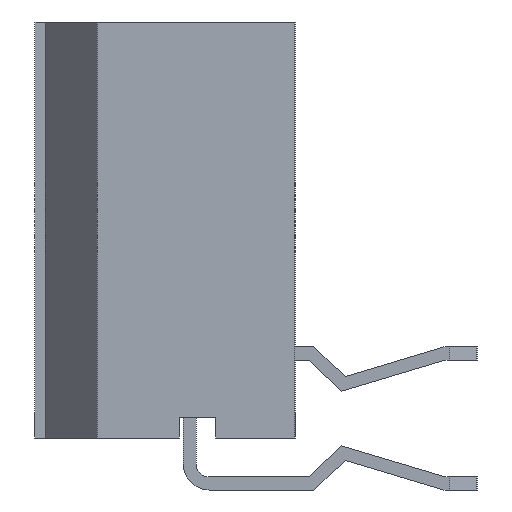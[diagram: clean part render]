
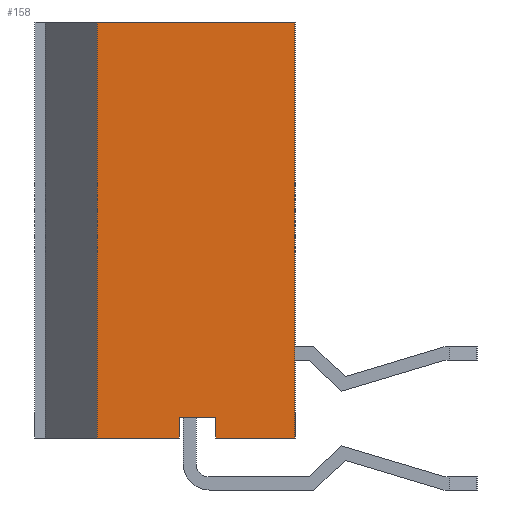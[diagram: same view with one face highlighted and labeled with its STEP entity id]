
A CAD part, left-side view. The second image highlights one B-rep face of the part: STEP entity #158.
In plain terms, the highlighted planar face has unit normal (-1, 0, 0).
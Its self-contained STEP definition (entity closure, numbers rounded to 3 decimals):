
#158=ADVANCED_FACE('',(#1417),#1418,.T.);
#1417=FACE_OUTER_BOUND('',#3811,.T.);
#1418=PLANE('',#3812);
#3811=EDGE_LOOP('',(#6445,#6446,#6447,#6448,#6449,#6450,#6451,#6452));
#3812=AXIS2_PLACEMENT_3D('',#6453,#6454,#6455);
#6445=ORIENTED_EDGE('',*,*,#16438,.T.);
#6446=ORIENTED_EDGE('',*,*,#16417,.F.);
#6447=ORIENTED_EDGE('',*,*,#16218,.T.);
#6448=ORIENTED_EDGE('',*,*,#16240,.T.);
#6449=ORIENTED_EDGE('',*,*,#16439,.F.);
#6450=ORIENTED_EDGE('',*,*,#16440,.F.);
#6451=ORIENTED_EDGE('',*,*,#16232,.T.);
#6452=ORIENTED_EDGE('',*,*,#16435,.T.);
#6453=CARTESIAN_POINT('',(-26.7,3.8,-4.0));
#6454=DIRECTION('',(-1.0,0.0,0.0));
#6455=DIRECTION('',(0.0,0.0,1.0));
#16218=EDGE_CURVE('',#19793,#19794,#19795,.T.);
#16232=EDGE_CURVE('',#19822,#19820,#19823,.T.);
#16240=EDGE_CURVE('',#19794,#19835,#19837,.T.);
#16417=EDGE_CURVE('',#19793,#20184,#20185,.T.);
#16435=EDGE_CURVE('',#19820,#20210,#20212,.T.);
#16438=EDGE_CURVE('',#20210,#20184,#20215,.T.);
#16439=EDGE_CURVE('',#20216,#19835,#20217,.T.);
#16440=EDGE_CURVE('',#19822,#20216,#20218,.T.);
#19793=VERTEX_POINT('',#25339);
#19794=VERTEX_POINT('',#25340);
#19795=LINE('',#25341,#25342);
#19820=VERTEX_POINT('',#25379);
#19822=VERTEX_POINT('',#25382);
#19823=LINE('',#25383,#25384);
#19835=VERTEX_POINT('',#25402);
#19837=LINE('',#25405,#25406);
#20184=VERTEX_POINT('',#25929);
#20185=LINE('',#25930,#25931);
#20210=VERTEX_POINT('',#25972);
#20212=LINE('',#25975,#25976);
#20215=LINE('',#25981,#25982);
#20216=VERTEX_POINT('',#25983);
#20217=LINE('',#25984,#25985);
#20218=LINE('',#25986,#25987);
#25339=CARTESIAN_POINT('',(-26.7,1.525,-4.0));
#25340=CARTESIAN_POINT('',(-26.7,0.0,-4.0));
#25341=CARTESIAN_POINT('',(-26.7,1.525,-4.0));
#25342=VECTOR('',#33903,1.525);
#25379=CARTESIAN_POINT('',(-26.7,2.225,-4.0));
#25382=CARTESIAN_POINT('',(-26.7,3.8,-4.0));
#25383=CARTESIAN_POINT('',(-26.7,3.8,-4.0));
#25384=VECTOR('',#33917,1.575);
#25402=CARTESIAN_POINT('',(-26.7,0.0,4.0));
#25405=CARTESIAN_POINT('',(-26.7,0.0,-4.0));
#25406=VECTOR('',#33925,8.0);
#25929=CARTESIAN_POINT('',(-26.7,1.525,-3.6));
#25930=CARTESIAN_POINT('',(-26.7,1.525,-4.0));
#25931=VECTOR('',#34102,0.4);
#25972=CARTESIAN_POINT('',(-26.7,2.225,-3.6));
#25975=CARTESIAN_POINT('',(-26.7,2.225,-4.0));
#25976=VECTOR('',#34120,0.4);
#25981=CARTESIAN_POINT('',(-26.7,2.225,-3.6));
#25982=VECTOR('',#34123,0.7);
#25983=CARTESIAN_POINT('',(-26.7,3.8,4.0));
#25984=CARTESIAN_POINT('',(-26.7,3.8,4.0));
#25985=VECTOR('',#34124,3.8);
#25986=CARTESIAN_POINT('',(-26.7,3.8,-4.0));
#25987=VECTOR('',#34125,8.0);
#33903=DIRECTION('',(0.0,-1.0,0.0));
#33917=DIRECTION('',(0.0,-1.0,0.0));
#33925=DIRECTION('',(0.0,0.0,1.0));
#34102=DIRECTION('',(0.0,0.0,1.0));
#34120=DIRECTION('',(0.0,0.0,1.0));
#34123=DIRECTION('',(0.0,-1.0,0.0));
#34124=DIRECTION('',(0.0,-1.0,0.0));
#34125=DIRECTION('',(0.0,0.0,1.0));
